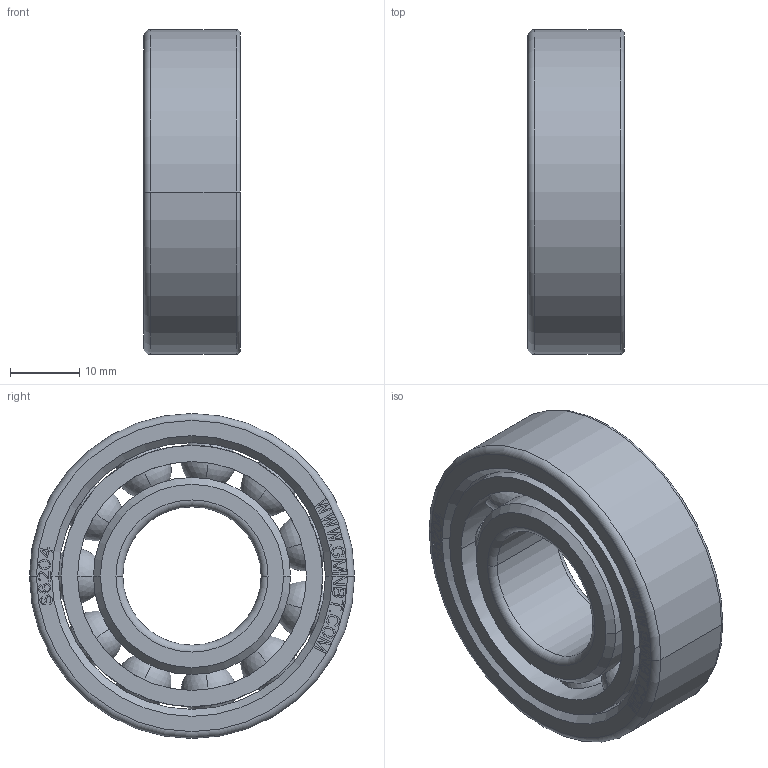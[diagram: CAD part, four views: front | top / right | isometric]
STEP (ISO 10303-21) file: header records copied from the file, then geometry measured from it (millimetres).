
FILE_DESCRIPTION((''),'2;1');
FILE_NAME('S6204_PRT','2014-03-19T',('sales 4'),(''),'PRO/ENGINEER BY PARAMETRIC TECHNOLOGY CORPORATION, 2013150','PRO/ENGINEER BY PARAMETRIC TECHNOLOGY CORPORATION, 2013150','');
FILE_SCHEMA(('AUTOMOTIVE_DESIGN { 1 0 10303 214 1 1 1 1 }'));
Length unit declared in the file: millimetre
Products named in the file (1): S6204_PRT
Bounding box: 14.01 x 47 x 47 mm (x, y, z)
Volume: 15276.6 mm3; surface area: 12341.7 mm2
Topology: 3 solids, 3 shells, 612 faces, 1702 edges, 1096 vertices
Faces by surface type: plane 488, cylinder 58, sphere 44, torus 12, cone 10
Entity records: 29575 total; most frequent: CARTESIAN_POINT 8849, ORIENTED_EDGE 3316, DIRECTION 2942, PRESENTATION_STYLE_ASSIGNMENT 1689, STYLED_ITEM 1661, CURVE_STYLE 1658, EDGE_CURVE 1658, VECTOR 1422
